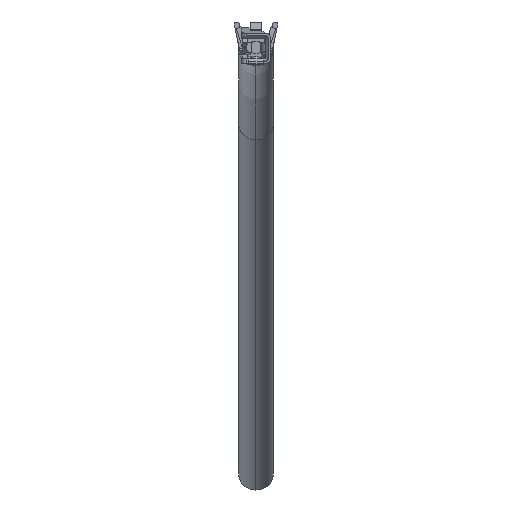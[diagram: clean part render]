
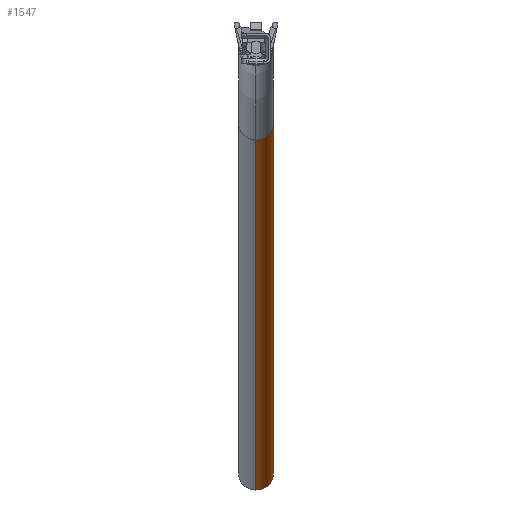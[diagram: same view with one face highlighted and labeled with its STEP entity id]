
A CAD part, top view. The second image highlights one B-rep face of the part: STEP entity #1547.
In plain terms, the highlighted cylindrical face has radius 0.7 mm (diameter 1.4 mm), a partial arc.
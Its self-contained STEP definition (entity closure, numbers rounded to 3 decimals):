
#95 = CARTESIAN_POINT ( 'NONE',  ( 0., -3.015, -38.285 ) ) ;
#307 = EDGE_CURVE ( 'NONE', #5587, #5056, #5434, .T. ) ;
#510 = FACE_OUTER_BOUND ( 'NONE', #4458, .T. ) ;
#551 = DIRECTION ( 'NONE',  ( 0., -0.342, -0.94 ) ) ;
#630 = AXIS2_PLACEMENT_3D ( 'NONE', #95, #6050, #6122 ) ;
#1016 = CARTESIAN_POINT ( 'NONE',  ( 0., -16.443, -77.224 ) ) ;
#1241 = CIRCLE ( 'NONE', #2624, 0.7 ) ;
#1517 = ORIENTED_EDGE ( 'NONE', *, *, #4883, .F. ) ;
#1547 = ADVANCED_FACE ( 'NONE', ( #510 ), #4491, .T. ) ;
#1928 = CARTESIAN_POINT ( 'NONE',  ( 0., -2.358, -38.524 ) ) ;
#2091 = VERTEX_POINT ( 'NONE', #1928 ) ;
#2110 = CARTESIAN_POINT ( 'NONE',  ( 0., -2.358, -38.524 ) ) ;
#2181 = DIRECTION ( 'NONE',  ( 1., 0., 0. ) ) ;
#2249 = DIRECTION ( 'NONE',  ( 1., 0., 0. ) ) ;
#2467 = ORIENTED_EDGE ( 'NONE', *, *, #3080, .T. ) ;
#2624 = AXIS2_PLACEMENT_3D ( 'NONE', #4716, #3707, #2181 ) ;
#2664 = AXIS2_PLACEMENT_3D ( 'NONE', #4193, #4748, #2249 ) ;
#2957 = CIRCLE ( 'NONE', #2664, 0.7 ) ;
#3080 = EDGE_CURVE ( 'NONE', #5056, #5124, #1241, .T. ) ;
#3092 = EDGE_CURVE ( 'NONE', #2091, #5124, #6126, .T. ) ;
#3261 = CARTESIAN_POINT ( 'NONE',  ( 0., -3.673, -38.045 ) ) ;
#3423 = CARTESIAN_POINT ( 'NONE',  ( 0., -17.759, -76.745 ) ) ;
#3558 = ORIENTED_EDGE ( 'NONE', *, *, #307, .T. ) ;
#3707 = DIRECTION ( 'NONE',  ( 0., 0.342, 0.94 ) ) ;
#3763 = VECTOR ( 'NONE', #551, 1000. ) ;
#4193 = CARTESIAN_POINT ( 'NONE',  ( 0., -3.015, -38.285 ) ) ;
#4383 = ORIENTED_EDGE ( 'NONE', *, *, #3092, .F. ) ;
#4458 = EDGE_LOOP ( 'NONE', ( #1517, #3558, #2467, #4383 ) ) ;
#4491 = CYLINDRICAL_SURFACE ( 'NONE', #630, 0.7 ) ;
#4716 = CARTESIAN_POINT ( 'NONE',  ( 0., -17.101, -76.985 ) ) ;
#4748 = DIRECTION ( 'NONE',  ( 0., 0.342, 0.94 ) ) ;
#4883 = EDGE_CURVE ( 'NONE', #5587, #2091, #2957, .T. ) ;
#5056 = VERTEX_POINT ( 'NONE', #3423 ) ;
#5124 = VERTEX_POINT ( 'NONE', #1016 ) ;
#5411 = DIRECTION ( 'NONE',  ( 0., -0.342, -0.94 ) ) ;
#5434 = LINE ( 'NONE', #6339, #6320 ) ;
#5587 = VERTEX_POINT ( 'NONE', #3261 ) ;
#6050 = DIRECTION ( 'NONE',  ( 0., -0.342, -0.94 ) ) ;
#6122 = DIRECTION ( 'NONE',  ( 0., 0.94, -0.342 ) ) ;
#6126 = LINE ( 'NONE', #2110, #3763 ) ;
#6320 = VECTOR ( 'NONE', #5411, 1000. ) ;
#6339 = CARTESIAN_POINT ( 'NONE',  ( 0., -3.673, -38.045 ) ) ;
